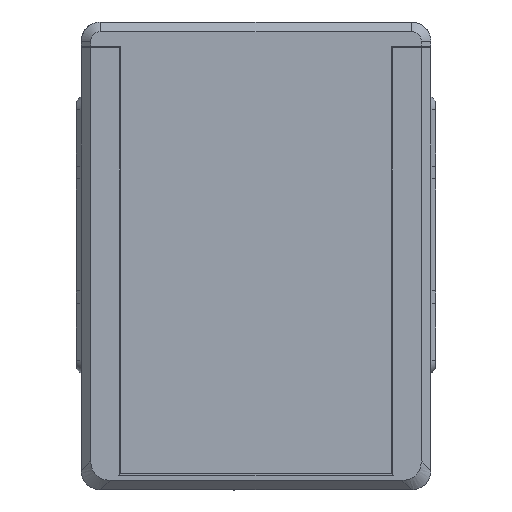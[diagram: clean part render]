
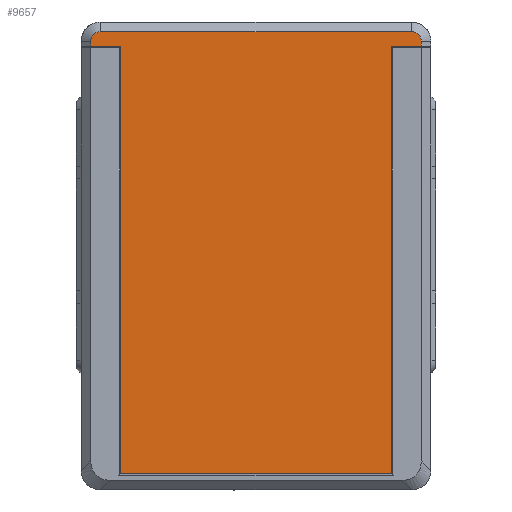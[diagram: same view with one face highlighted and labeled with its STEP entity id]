
A CAD part, front view. The second image highlights one B-rep face of the part: STEP entity #9657.
In plain terms, the highlighted free-form (B-spline) face has degree [1, 1] with [2, 2] control points.
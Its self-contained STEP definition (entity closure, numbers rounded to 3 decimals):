
#9173 = VERTEX_POINT('',#9174);
#9174 = CARTESIAN_POINT('',(46.085,-30.175,
    73.09));
#9179 = EDGE_CURVE('',#9180,#9173,#9182,.T.);
#9180 = VERTEX_POINT('',#9181);
#9181 = CARTESIAN_POINT('',(-33.391,-30.175,
    73.09));
#9182 = B_SPLINE_CURVE_WITH_KNOTS('',1,(#9183,#9184),.UNSPECIFIED.,.F.,
  .F.,(2,2),(8.1,63.9),.PIECEWISE_BEZIER_KNOTS.);
#9183 = CARTESIAN_POINT('',(-33.391,-30.175,
    73.09));
#9184 = CARTESIAN_POINT('',(46.085,-30.175,
    73.09));
#9657 = ADVANCED_FACE('',(#9658),#9724,.T.);
#9658 = FACE_BOUND('',#9659,.T.);
#9659 = EDGE_LOOP('',(#9660,#9669,#9677,#9684,#9691,#9696,#9697,#9704,
    #9711,#9718));
#9660 = ORIENTED_EDGE('',*,*,#9661,.T.);
#9661 = EDGE_CURVE('',#9662,#9664,#9666,.T.);
#9662 = VERTEX_POINT('',#9663);
#9663 = CARTESIAN_POINT('',(51.925,-30.175,
    202.702));
#9664 = VERTEX_POINT('',#9665);
#9665 = CARTESIAN_POINT('',(-39.231,-30.175,
    202.702));
#9666 = B_SPLINE_CURVE_WITH_KNOTS('',1,(#9667,#9668),.UNSPECIFIED.,.F.,
  .F.,(2,2),(-64.,0.),.PIECEWISE_BEZIER_KNOTS.);
#9667 = CARTESIAN_POINT('',(51.925,-30.175,
    202.702));
#9668 = CARTESIAN_POINT('',(-39.231,-30.175,
    202.702));
#9669 = ORIENTED_EDGE('',*,*,#9670,.T.);
#9670 = EDGE_CURVE('',#9664,#9671,#9673,.T.);
#9671 = VERTEX_POINT('',#9672);
#9672 = CARTESIAN_POINT('',(-42.079,-30.175,
    199.853));
#9673 = ( BOUNDED_CURVE() B_SPLINE_CURVE(2,(#9674,#9675,#9676),
.UNSPECIFIED.,.F.,.F.) B_SPLINE_CURVE_WITH_KNOTS((3,3),(3.142,
4.712),.PIECEWISE_BEZIER_KNOTS.) CURVE() 
GEOMETRIC_REPRESENTATION_ITEM() RATIONAL_B_SPLINE_CURVE((1.,
0.707,1.)) REPRESENTATION_ITEM('') );
#9674 = CARTESIAN_POINT('',(-39.231,-30.175,
    202.702));
#9675 = CARTESIAN_POINT('',(-42.079,-30.175,
    202.702));
#9676 = CARTESIAN_POINT('',(-42.079,-30.175,
    199.853));
#9677 = ORIENTED_EDGE('',*,*,#9678,.T.);
#9678 = EDGE_CURVE('',#9671,#9679,#9681,.T.);
#9679 = VERTEX_POINT('',#9680);
#9680 = CARTESIAN_POINT('',(-42.079,-30.175,
    198.429));
#9681 = B_SPLINE_CURVE_WITH_KNOTS('',1,(#9682,#9683),.UNSPECIFIED.,.F.,
  .F.,(2,2),(-89.,-88.),.PIECEWISE_BEZIER_KNOTS.);
#9682 = CARTESIAN_POINT('',(-42.079,-30.175,
    199.853));
#9683 = CARTESIAN_POINT('',(-42.079,-30.175,
    198.429));
#9684 = ORIENTED_EDGE('',*,*,#9685,.F.);
#9685 = EDGE_CURVE('',#9686,#9679,#9688,.T.);
#9686 = VERTEX_POINT('',#9687);
#9687 = CARTESIAN_POINT('',(-33.391,-30.175,
    198.429));
#9688 = B_SPLINE_CURVE_WITH_KNOTS('',1,(#9689,#9690),.UNSPECIFIED.,.F.,
  .F.,(2,2),(-5.1,1.),.PIECEWISE_BEZIER_KNOTS.);
#9689 = CARTESIAN_POINT('',(-33.391,-30.175,
    198.429));
#9690 = CARTESIAN_POINT('',(-42.079,-30.175,
    198.429));
#9691 = ORIENTED_EDGE('',*,*,#9692,.T.);
#9692 = EDGE_CURVE('',#9686,#9180,#9693,.T.);
#9693 = B_SPLINE_CURVE_WITH_KNOTS('',1,(#9694,#9695),.UNSPECIFIED.,.F.,
  .F.,(2,2),(-88.,0.),.PIECEWISE_BEZIER_KNOTS.);
#9694 = CARTESIAN_POINT('',(-33.391,-30.175,
    198.429));
#9695 = CARTESIAN_POINT('',(-33.391,-30.175,
    73.09));
#9696 = ORIENTED_EDGE('',*,*,#9179,.T.);
#9697 = ORIENTED_EDGE('',*,*,#9698,.T.);
#9698 = EDGE_CURVE('',#9173,#9699,#9701,.T.);
#9699 = VERTEX_POINT('',#9700);
#9700 = CARTESIAN_POINT('',(46.085,-30.175,
    198.429));
#9701 = B_SPLINE_CURVE_WITH_KNOTS('',1,(#9702,#9703),.UNSPECIFIED.,.F.,
  .F.,(2,2),(0.,88.),.PIECEWISE_BEZIER_KNOTS.);
#9702 = CARTESIAN_POINT('',(46.085,-30.175,
    73.09));
#9703 = CARTESIAN_POINT('',(46.085,-30.175,
    198.429));
#9704 = ORIENTED_EDGE('',*,*,#9705,.T.);
#9705 = EDGE_CURVE('',#9699,#9706,#9708,.T.);
#9706 = VERTEX_POINT('',#9707);
#9707 = CARTESIAN_POINT('',(54.774,-30.175,
    198.429));
#9708 = B_SPLINE_CURVE_WITH_KNOTS('',1,(#9709,#9710),.UNSPECIFIED.,.F.,
  .F.,(2,2),(-5.1,1.),.PIECEWISE_BEZIER_KNOTS.);
#9709 = CARTESIAN_POINT('',(46.085,-30.175,
    198.429));
#9710 = CARTESIAN_POINT('',(54.774,-30.175,
    198.429));
#9711 = ORIENTED_EDGE('',*,*,#9712,.T.);
#9712 = EDGE_CURVE('',#9706,#9713,#9715,.T.);
#9713 = VERTEX_POINT('',#9714);
#9714 = CARTESIAN_POINT('',(54.774,-30.175,
    199.853));
#9715 = B_SPLINE_CURVE_WITH_KNOTS('',1,(#9716,#9717),.UNSPECIFIED.,.F.,
  .F.,(2,2),(88.,89.),.PIECEWISE_BEZIER_KNOTS.);
#9716 = CARTESIAN_POINT('',(54.774,-30.175,
    198.429));
#9717 = CARTESIAN_POINT('',(54.774,-30.175,
    199.853));
#9718 = ORIENTED_EDGE('',*,*,#9719,.T.);
#9719 = EDGE_CURVE('',#9713,#9662,#9720,.T.);
#9720 = ( BOUNDED_CURVE() B_SPLINE_CURVE(2,(#9721,#9722,#9723),
.UNSPECIFIED.,.F.,.F.) B_SPLINE_CURVE_WITH_KNOTS((3,3),(1.571,
3.142),.PIECEWISE_BEZIER_KNOTS.) CURVE() 
GEOMETRIC_REPRESENTATION_ITEM() RATIONAL_B_SPLINE_CURVE((1.,
0.707,1.)) REPRESENTATION_ITEM('') );
#9721 = CARTESIAN_POINT('',(54.774,-30.175,
    199.853));
#9722 = CARTESIAN_POINT('',(54.774,-30.175,
    202.702));
#9723 = CARTESIAN_POINT('',(51.925,-30.175,
    202.702));
#9724 = B_SPLINE_SURFACE_WITH_KNOTS('',1,1,(
    (#9725,#9726)
    ,(#9727,#9728
    )),.UNSPECIFIED.,.F.,.F.,.F.,(2,2),(2,2),(-91.,0.),(2.,70.),
  .PIECEWISE_BEZIER_KNOTS.);
#9725 = CARTESIAN_POINT('',(-42.079,-30.175,
    202.702));
#9726 = CARTESIAN_POINT('',(54.774,-30.175,
    202.702));
#9727 = CARTESIAN_POINT('',(-42.079,-30.175,
    73.09));
#9728 = CARTESIAN_POINT('',(54.774,-30.175,
    73.09));
